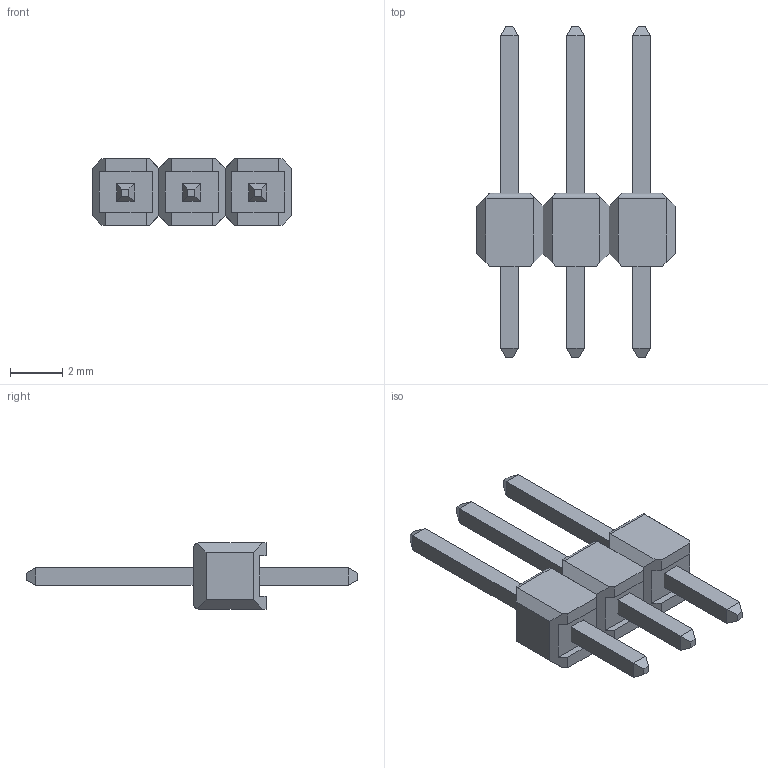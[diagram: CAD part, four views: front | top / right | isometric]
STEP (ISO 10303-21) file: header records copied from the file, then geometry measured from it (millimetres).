
FILE_DESCRIPTION (( 'STEP AP214' ), '1' );
FILE_NAME ('User Library-1x3 TH Pitch 2_54mm.STEP', '2019-06-27T03:27:57', ( '' ), ( '' ), 'SwSTEP 2.0', 'SolidWorks 2019', '' );
FILE_SCHEMA (( 'AUTOMOTIVE_DESIGN' ));
Length unit declared in the file: millimetre
Products named in the file (3): User Library-1x3 TH Pitch 2_54mm_holder; User Library-1x3 TH Pitch 2_54mm_pin; User Library-1x3 TH Pitch 2_54mm
Assembly tree (4 placements, depth 2):
  User Library-1x3 TH Pitch 2_54mm
    User Library-1x3 TH Pitch 2_54mm_holder
    User Library-1x3 TH Pitch 2_54mm_pin  x3
Bounding box: 7.62 x 12.7 x 2.54 mm (x, y, z)
Volume: 60.4 mm3; surface area: 212.3 mm2
Topology: 4 solids, 4 shells, 110 faces, 274 edges, 172 vertices
Faces by surface type: plane 104, cylinder 6
Entity records: 3514 total; most frequent: CARTESIAN_POINT 519, ORIENTED_EDGE 436, DIRECTION 372, EDGE_CURVE 218, LINE 194, VECTOR 194, VERTEX_POINT 140, UNCERTAINTY_MEASURE_WITH_UNIT 89
